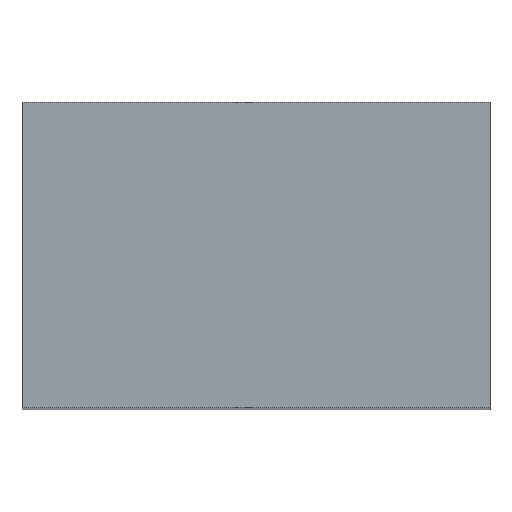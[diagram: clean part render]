
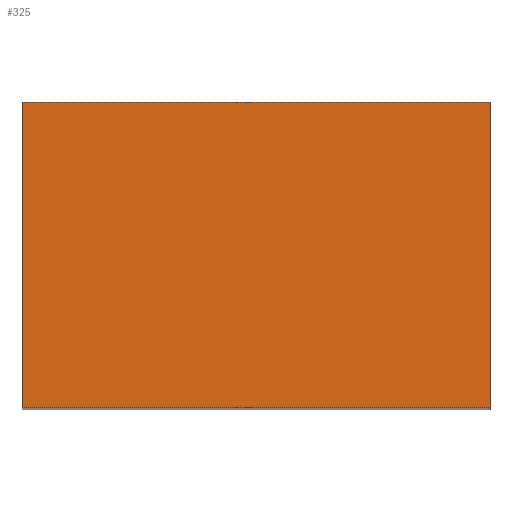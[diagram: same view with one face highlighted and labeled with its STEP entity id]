
A CAD part, top view. The second image highlights one B-rep face of the part: STEP entity #325.
In plain terms, the highlighted planar face has unit normal (0, 0, 1).
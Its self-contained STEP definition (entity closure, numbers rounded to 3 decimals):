
#50=DIRECTION('',(0.,-1.,0.));
#51=VECTOR('',#50,62.);
#52=CARTESIAN_POINT('',(-47.5,31.,205.));
#53=LINE('',#52,#51);
#54=DIRECTION('',(-1.,0.,0.));
#55=VECTOR('',#54,95.);
#56=CARTESIAN_POINT('',(47.5,31.,205.));
#57=LINE('',#56,#55);
#58=DIRECTION('',(0.,1.,0.));
#59=VECTOR('',#58,62.);
#60=CARTESIAN_POINT('',(47.5,-31.,205.));
#61=LINE('',#60,#59);
#62=DIRECTION('',(1.,0.,0.));
#63=VECTOR('',#62,95.);
#64=CARTESIAN_POINT('',(-47.5,-31.,205.));
#65=LINE('',#64,#63);
#184=CARTESIAN_POINT('',(-47.5,31.,205.));
#185=CARTESIAN_POINT('',(-47.5,-31.,205.));
#186=VERTEX_POINT('',#184);
#187=VERTEX_POINT('',#185);
#188=CARTESIAN_POINT('',(47.5,-31.,205.));
#189=VERTEX_POINT('',#188);
#190=CARTESIAN_POINT('',(47.5,31.,205.));
#191=VERTEX_POINT('',#190);
#314=CARTESIAN_POINT('',(0.,0.,205.));
#315=DIRECTION('',(0.,0.,1.));
#316=DIRECTION('',(1.,0.,0.));
#317=AXIS2_PLACEMENT_3D('',#314,#315,#316);
#318=PLANE('',#317);
#319=ORIENTED_EDGE('',*,*,#256,.F.);
#320=ORIENTED_EDGE('',*,*,#271,.F.);
#321=ORIENTED_EDGE('',*,*,#295,.F.);
#322=ORIENTED_EDGE('',*,*,#308,.F.);
#323=EDGE_LOOP('',(#319,#320,#321,#322));
#324=FACE_OUTER_BOUND('',#323,.F.);
#325=ADVANCED_FACE('',(#324),#318,.T.);
#256=EDGE_CURVE('',#186,#187,#53,.T.);
#271=EDGE_CURVE('',#191,#186,#57,.T.);
#295=EDGE_CURVE('',#189,#191,#61,.T.);
#308=EDGE_CURVE('',#187,#189,#65,.T.);
